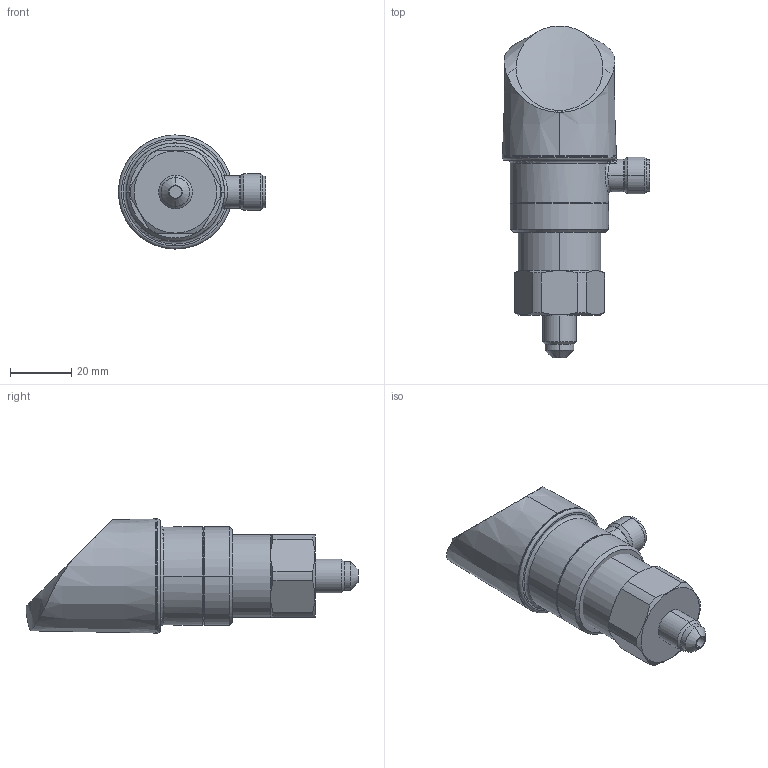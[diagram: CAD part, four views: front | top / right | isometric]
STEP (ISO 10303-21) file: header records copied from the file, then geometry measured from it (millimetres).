
FILE_DESCRIPTION (( 'STEP AP214' ), '1' );
FILE_NAME ('8380.XX.XX.18.35.STEP', '2017-06-27T06:33:39', ( 'upgadmin' ), ( 'Hewlett-Packard Company' ), 'SwSTEP 2.0', 'SolidWorks 2016', '' );
FILE_SCHEMA (( 'AUTOMOTIVE_DESIGN' ));
Length unit declared in the file: millimetre
Products named in the file (5): Display-5Pol; C26004_18; 8380.XX.XX.18.35
Assembly tree (2 placements, depth 2):
  Display-5Pol
  8380.XX.XX.18.35
    C26004_18
    Display-5Pol
  C26004_18
Bounding box: 48 x 108.24 x 37.2 mm (x, y, z)
Volume: 69797 mm3; surface area: 14626.2 mm2
Topology: 2 solids, 2 shells, 146 faces, 336 edges, 201 vertices
Faces by surface type: cylinder 52, plane 29, cone 24, torus 22, bspline 17, sphere 2
Entity records: 7607 total; most frequent: CARTESIAN_POINT 3464, DIRECTION 695, ORIENTED_EDGE 664, EDGE_CURVE 332, AXIS2_PLACEMENT_3D 300, VERTEX_POINT 201, CIRCLE 165, EDGE_LOOP 159
